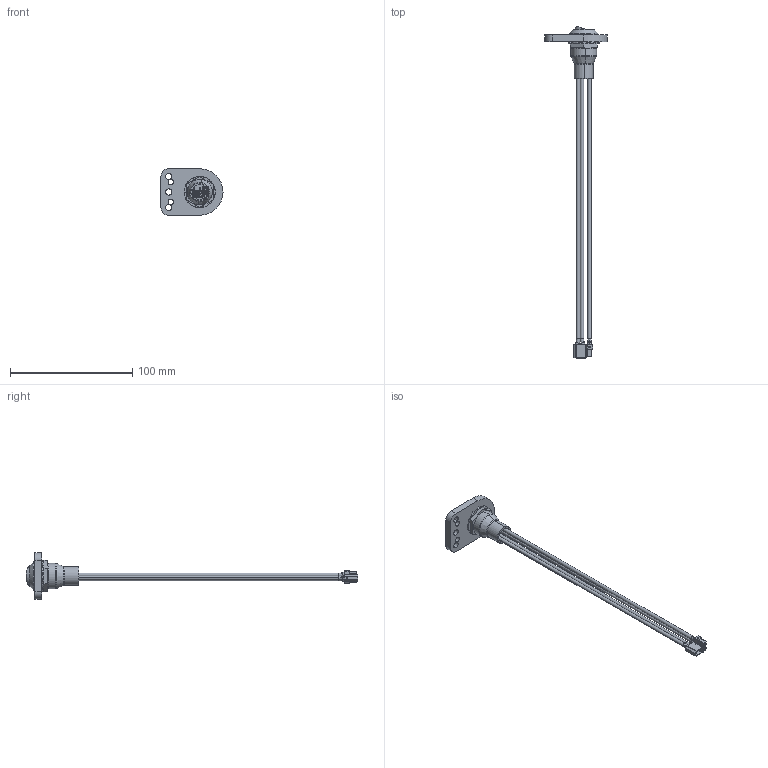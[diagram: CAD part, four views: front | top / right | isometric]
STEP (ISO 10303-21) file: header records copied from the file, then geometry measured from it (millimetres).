
FILE_DESCRIPTION (( 'STEP AP214' ), '1' );
FILE_NAME ('am-4969 Power Switch with Bracket.STEP', '2023-09-19T18:58:47', ( '' ), ( '' ), 'SwSTEP 2.0', 'SolidWorks 2022', '' );
FILE_SCHEMA (( 'AUTOMOTIVE_DESIGN' ));
Length unit declared in the file: inch
Products named in the file (13): ip-4991_male XT30 25cm Male Wire; am-4579 On - Off Rocker Switch Nut; XT30 wire curve; ip-4578_pcb Power Switch Circuit Board; ip-4969 Mount Bracket; am-3937 3-4 IN Shrink Tube; XT30 Male Header for Distribution Board; am-4579 On - Off Rocker Switch; XT30 Female Header for Distribution Board; am-4969 Power Switch with Bracket; ip-4991_female XT30 25cm Female Wire; XT30 wire_250mm; am-4578a Power Switch with Connector Assembly
Assembly tree (20 placements, depth 4):
  am-4969 Power Switch with Bracket
    ip-4969 Mount Bracket
    am-4579 On - Off Rocker Switch Nut
    am-4578a Power Switch with Connector Assembly
      am-4579 On - Off Rocker Switch
      ip-4578_pcb Power Switch Circuit Board
      ip-4991_male XT30 25cm Male Wire
        XT30 wire_250mm
        XT30 wire curve  x4
        XT30 Male Header for Distribution Board
      ip-4991_female XT30 25cm Female Wire
        XT30 wire_250mm
        XT30 wire curve  x4
        XT30 Female Header for Distribution Board
    am-3937 3-4 IN Shrink Tube
Bounding box: 50.8 x 271.88 x 38.1 mm (x, y, z)
Volume: 22520.6 mm3; surface area: 22665.6 mm2
Topology: 17 solids, 18 shells, 659 faces, 1806 edges, 1182 vertices
Faces by surface type: plane 359, cylinder 218, torus 44, cone 16, bspline 14, sphere 8
Entity records: 27663 total; most frequent: CARTESIAN_POINT 8227, ORIENTED_EDGE 3374, DIRECTION 3073, EDGE_CURVE 1687, VERTEX_POINT 1108, AXIS2_PLACEMENT_3D 1056, LINE 961, VECTOR 961
